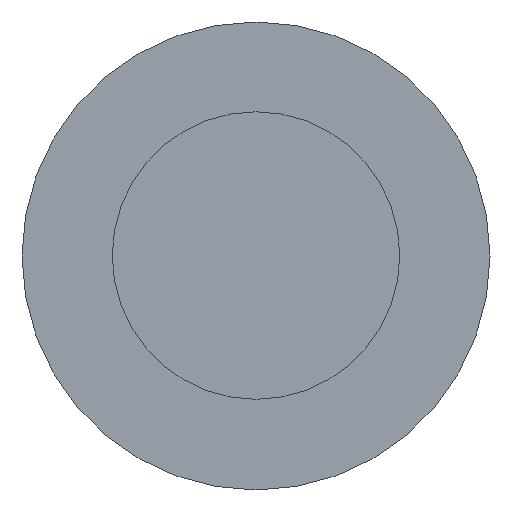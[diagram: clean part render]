
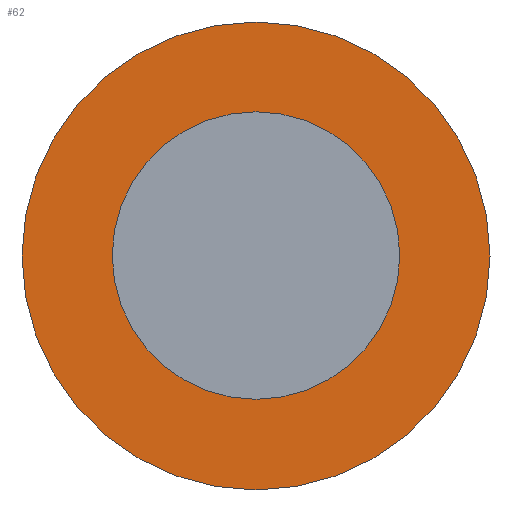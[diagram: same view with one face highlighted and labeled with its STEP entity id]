
A CAD part, top view. The second image highlights one B-rep face of the part: STEP entity #62.
In plain terms, the highlighted planar face has unit normal (0, 0, 1).
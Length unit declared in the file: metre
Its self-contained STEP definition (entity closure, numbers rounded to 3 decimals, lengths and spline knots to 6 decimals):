
#62 = ADVANCED_FACE('',(#63,#91),#76,.T.);
#63 = FACE_BOUND('',#64,.T.);
#64 = EDGE_LOOP('',(#65));
#65 = ORIENTED_EDGE('',*,*,#66,.F.);
#66 = EDGE_CURVE('',#67,#67,#69,.T.);
#67 = VERTEX_POINT('',#68);
#68 = CARTESIAN_POINT('',(0.000402,-0.000001,0.));
#69 = SURFACE_CURVE('',#70,(#75),.PCURVE_S1.);
#70 = CIRCLE('',#71,0.000402);
#71 = AXIS2_PLACEMENT_3D('',#72,#73,#74);
#72 = CARTESIAN_POINT('',(0.,-0.000001,0.));
#73 = DIRECTION('',(0.,-0.,-1.));
#74 = DIRECTION('',(1.,0.,0.));
#75 = PCURVE('',#76,#81);
#76 = PLANE('',#77);
#77 = AXIS2_PLACEMENT_3D('',#78,#79,#80);
#78 = CARTESIAN_POINT('',(0.000402,-0.000001,0.));
#79 = DIRECTION('',(0.,0.,1.));
#80 = DIRECTION('',(1.,0.,0.));
#81 = DEFINITIONAL_REPRESENTATION('',(#82),#90);
#82 = ( BOUNDED_CURVE() B_SPLINE_CURVE(2,(#83,#84,#85,#86,#87,#88,#89),
.UNSPECIFIED.,.F.,.F.) B_SPLINE_CURVE_WITH_KNOTS((1,2,2,2,2,1),(
    -2.094395,0.,2.094395,4.18879,6.283185,
8.37758),.UNSPECIFIED.) CURVE() GEOMETRIC_REPRESENTATION_ITEM() 
RATIONAL_B_SPLINE_CURVE((1.,0.5,1.,0.5,1.,0.5,1.)) REPRESENTATION_ITEM(
  '') );
#83 = CARTESIAN_POINT('',(0.,0.));
#84 = CARTESIAN_POINT('',(0.,-0.001));
#85 = CARTESIAN_POINT('',(-0.001,0.));
#86 = CARTESIAN_POINT('',(-0.001,0.));
#87 = CARTESIAN_POINT('',(-0.001,0.));
#88 = CARTESIAN_POINT('',(0.,0.001));
#89 = CARTESIAN_POINT('',(0.,0.));
#90 = ( GEOMETRIC_REPRESENTATION_CONTEXT(2) 
PARAMETRIC_REPRESENTATION_CONTEXT() REPRESENTATION_CONTEXT('2D SPACE',''
  ) );
#91 = FACE_BOUND('',#92,.T.);
#92 = EDGE_LOOP('',(#93));
#93 = ORIENTED_EDGE('',*,*,#94,.F.);
#94 = EDGE_CURVE('',#95,#95,#97,.T.);
#95 = VERTEX_POINT('',#96);
#96 = CARTESIAN_POINT('',(0.000247,0.,0.));
#97 = SURFACE_CURVE('',#98,(#103),.PCURVE_S1.);
#98 = CIRCLE('',#99,0.000247);
#99 = AXIS2_PLACEMENT_3D('',#100,#101,#102);
#100 = CARTESIAN_POINT('',(0.,0.,0.));
#101 = DIRECTION('',(0.,0.,1.));
#102 = DIRECTION('',(1.,0.,0.));
#103 = PCURVE('',#76,#104);
#104 = DEFINITIONAL_REPRESENTATION('',(#105),#109);
#105 = CIRCLE('',#106,0.000247);
#106 = AXIS2_PLACEMENT_2D('',#107,#108);
#107 = CARTESIAN_POINT('',(0.,0.));
#108 = DIRECTION('',(1.,0.));
#109 = ( GEOMETRIC_REPRESENTATION_CONTEXT(2) 
PARAMETRIC_REPRESENTATION_CONTEXT() REPRESENTATION_CONTEXT('2D SPACE',''
  ) );
